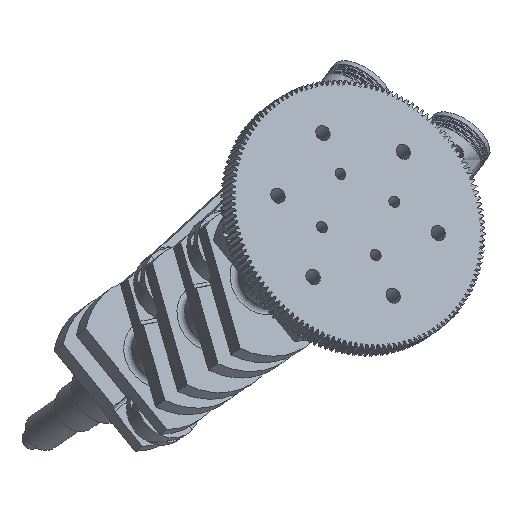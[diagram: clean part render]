
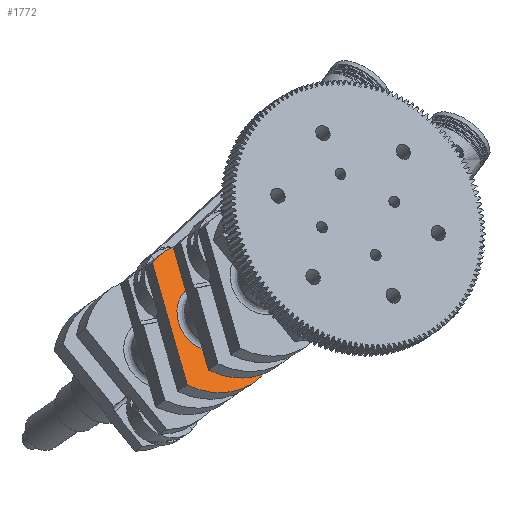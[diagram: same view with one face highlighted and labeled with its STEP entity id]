
A CAD part, top view. The second image highlights one B-rep face of the part: STEP entity #1772.
In plain terms, the highlighted free-form (B-spline) face has degree [1, 1] with [2, 2] control points.
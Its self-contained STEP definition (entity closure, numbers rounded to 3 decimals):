
#1725 = VERTEX_POINT('',#1726);
#1726 = CARTESIAN_POINT('',(-282.139,88.112,
    692.477));
#1732 = EDGE_CURVE('',#1725,#1725,#1733,.T.);
#1733 = ( BOUNDED_CURVE() B_SPLINE_CURVE(2,(#1734,#1735,#1736,#1737,
#1738,#1739,#1740),.UNSPECIFIED.,.T.,.F.) B_SPLINE_CURVE_WITH_KNOTS((3,2
    ,2,3),(3.142,5.236,7.33,9.425),
.PIECEWISE_BEZIER_KNOTS.) CURVE() GEOMETRIC_REPRESENTATION_ITEM() 
RATIONAL_B_SPLINE_CURVE((1.,0.5,1.,0.5,1.,0.5,1.)) REPRESENTATION_ITEM(
  '') );
#1734 = CARTESIAN_POINT('',(-282.139,88.112,
    692.477));
#1735 = CARTESIAN_POINT('',(-321.099,162.896,
    686.228));
#1736 = CARTESIAN_POINT('',(-358.385,99.105,
    727.338));
#1737 = CARTESIAN_POINT('',(-395.672,35.314,
    768.447));
#1738 = CARTESIAN_POINT('',(-319.426,24.321,
    733.586));
#1739 = CARTESIAN_POINT('',(-243.179,13.328,
    698.726));
#1740 = CARTESIAN_POINT('',(-282.139,88.112,
    692.477));
#1772 = ADVANCED_FACE('',(#1773,#1805),#1808,.T.);
#1773 = FACE_BOUND('',#1774,.T.);
#1774 = EDGE_LOOP('',(#1775,#1785,#1792,#1800));
#1775 = ORIENTED_EDGE('',*,*,#1776,.T.);
#1776 = EDGE_CURVE('',#1777,#1779,#1781,.T.);
#1777 = VERTEX_POINT('',#1778);
#1778 = CARTESIAN_POINT('',(-349.995,-22.284,
    765.309));
#1779 = VERTEX_POINT('',#1780);
#1780 = CARTESIAN_POINT('',(-223.847,36.381,
    680.897));
#1781 = ( BOUNDED_CURVE() B_SPLINE_CURVE(2,(#1782,#1783,#1784),
.UNSPECIFIED.,.F.,.F.) B_SPLINE_CURVE_WITH_KNOTS((3,3),(3.864,
5.56),.PIECEWISE_BEZIER_KNOTS.) CURVE() 
GEOMETRIC_REPRESENTATION_ITEM() RATIONAL_B_SPLINE_CURVE((1.,
0.661,1.)) REPRESENTATION_ITEM('') );
#1782 = CARTESIAN_POINT('',(-349.995,-22.284,
    765.309));
#1783 = CARTESIAN_POINT('',(-244.413,-74.548,
    729.921));
#1784 = CARTESIAN_POINT('',(-223.847,36.381,
    680.897));
#1785 = ORIENTED_EDGE('',*,*,#1786,.T.);
#1786 = EDGE_CURVE('',#1779,#1787,#1789,.T.);
#1787 = VERTEX_POINT('',#1788);
#1788 = CARTESIAN_POINT('',(-334.784,174.125,
    689.265));
#1789 = B_SPLINE_CURVE_WITH_KNOTS('',1,(#1790,#1791),.UNSPECIFIED.,.F.,
  .F.,(2,2),(0.,130.57),.PIECEWISE_BEZIER_KNOTS.);
#1790 = CARTESIAN_POINT('',(-223.847,36.381,
    680.897));
#1791 = CARTESIAN_POINT('',(-334.784,174.125,
    689.265));
#1792 = ORIENTED_EDGE('',*,*,#1793,.T.);
#1793 = EDGE_CURVE('',#1787,#1794,#1796,.T.);
#1794 = VERTEX_POINT('',#1795);
#1795 = CARTESIAN_POINT('',(-397.858,144.793,
    731.471));
#1796 = ( BOUNDED_CURVE() B_SPLINE_CURVE(2,(#1797,#1798,#1799),
.UNSPECIFIED.,.F.,.F.) B_SPLINE_CURVE_WITH_KNOTS((3,3),(1.186,
1.955),.PIECEWISE_BEZIER_KNOTS.) CURVE() 
GEOMETRIC_REPRESENTATION_ITEM() RATIONAL_B_SPLINE_CURVE((1.,
0.927,1.)) REPRESENTATION_ITEM('') );
#1797 = CARTESIAN_POINT('',(-334.784,174.125,
    689.265));
#1798 = CARTESIAN_POINT('',(-373.904,174.014,
    709.152));
#1799 = CARTESIAN_POINT('',(-397.858,144.793,
    731.471));
#1800 = ORIENTED_EDGE('',*,*,#1801,.T.);
#1801 = EDGE_CURVE('',#1794,#1777,#1802,.T.);
#1802 = B_SPLINE_CURVE_WITH_KNOTS('',1,(#1803,#1804),.UNSPECIFIED.,.F.,
  .F.,(2,2),(0.,130.57),.PIECEWISE_BEZIER_KNOTS.);
#1803 = CARTESIAN_POINT('',(-397.858,144.793,
    731.471));
#1804 = CARTESIAN_POINT('',(-349.995,-22.284,
    765.309));
#1805 = FACE_BOUND('',#1806,.T.);
#1806 = EDGE_LOOP('',(#1807));
#1807 = ORIENTED_EDGE('',*,*,#1732,.F.);
#1808 = B_SPLINE_SURFACE_WITH_KNOTS('',1,1,(
    (#1809,#1810)
    ,(#1811,#1812
    )),.UNSPECIFIED.,.F.,.F.,.F.,(2,2),(2,2),(-60.,60.),(-80.,80.),
  .PIECEWISE_BEZIER_KNOTS.);
#1809 = CARTESIAN_POINT('',(-333.072,-54.768,
    768.024));
#1810 = CARTESIAN_POINT('',(-433.043,137.129,
    751.989));
#1811 = CARTESIAN_POINT('',(-206.924,3.896,
    683.612));
#1812 = CARTESIAN_POINT('',(-306.895,195.793,
    667.577));
